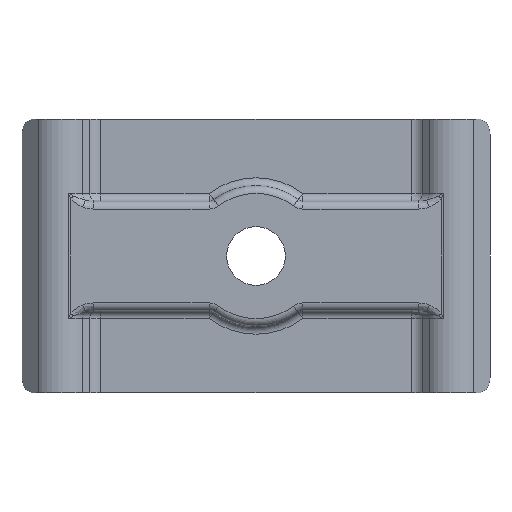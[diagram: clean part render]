
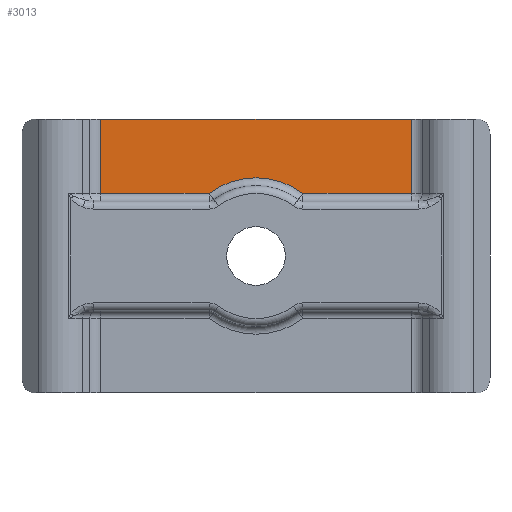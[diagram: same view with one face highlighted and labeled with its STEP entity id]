
A CAD part, front view. The second image highlights one B-rep face of the part: STEP entity #3013.
In plain terms, the highlighted face is planar.
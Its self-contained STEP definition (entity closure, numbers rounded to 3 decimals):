
#683=DIRECTION('',(0.,0.,1.));
#684=VECTOR('',#683,9.5);
#685=CARTESIAN_POINT('',(-19.843,2.,8.));
#686=LINE('',#685,#684);
#807=DIRECTION('',(1.,0.,0.));
#808=VECTOR('',#807,13.843);
#809=CARTESIAN_POINT('',(6.,2.,8.));
#810=LINE('',#809,#808);
#811=DIRECTION('',(1.,0.,0.));
#812=VECTOR('',#811,13.843);
#813=CARTESIAN_POINT('',(-19.843,2.,8.));
#814=LINE('',#813,#812);
#815=CARTESIAN_POINT('',(0.,2.,0.));
#816=DIRECTION('',(0.,1.,0.));
#817=DIRECTION('',(-0.6,0.,0.8));
#818=AXIS2_PLACEMENT_3D('',#815,#816,#817);
#847=DIRECTION('',(0.,0.,1.));
#848=VECTOR('',#847,9.5);
#849=CARTESIAN_POINT('',(19.843,2.,8.));
#850=LINE('',#849,#848);
#1285=DIRECTION('',(1.,0.,0.));
#1286=VECTOR('',#1285,39.686);
#1287=CARTESIAN_POINT('',(-19.843,2.,17.5));
#1288=LINE('',#1287,#1286);
#1386=CARTESIAN_POINT('',(-19.843,2.,17.5));
#1387=CARTESIAN_POINT('',(19.843,2.,17.5));
#1388=VERTEX_POINT('',#1386);
#1389=VERTEX_POINT('',#1387);
#1498=CARTESIAN_POINT('',(6.,2.,8.));
#1499=CARTESIAN_POINT('',(19.843,2.,8.));
#1500=VERTEX_POINT('',#1498);
#1501=VERTEX_POINT('',#1499);
#1507=CARTESIAN_POINT('',(-19.843,2.,8.));
#1509=VERTEX_POINT('',#1507);
#1542=CARTESIAN_POINT('',(-6.,2.,8.));
#1543=VERTEX_POINT('',#1542);
#2997=CARTESIAN_POINT('',(-21.5,2.,-17.5));
#2998=DIRECTION('',(0.,-1.,0.));
#2999=DIRECTION('',(1.,0.,0.));
#3000=AXIS2_PLACEMENT_3D('',#2997,#2998,#2999);
#3001=PLANE('',#3000);
#3002=ORIENTED_EDGE('',*,*,#2988,.T.);
#3004=ORIENTED_EDGE('',*,*,#3003,.T.);
#3006=ORIENTED_EDGE('',*,*,#3005,.F.);
#3007=ORIENTED_EDGE('',*,*,#2831,.F.);
#3009=ORIENTED_EDGE('',*,*,#3008,.T.);
#3010=ORIENTED_EDGE('',*,*,#2964,.T.);
#3011=EDGE_LOOP('',(#3002,#3004,#3006,#3007,#3009,#3010));
#3012=FACE_OUTER_BOUND('',#3011,.F.);
#3013=ADVANCED_FACE('',(#3012),#3001,.F.);
#819=CIRCLE('',#818,10.);
#2831=EDGE_CURVE('',#1509,#1388,#686,.T.);
#2964=EDGE_CURVE('',#1543,#1500,#819,.T.);
#2988=EDGE_CURVE('',#1500,#1501,#810,.T.);
#3003=EDGE_CURVE('',#1501,#1389,#850,.T.);
#3005=EDGE_CURVE('',#1388,#1389,#1288,.T.);
#3008=EDGE_CURVE('',#1509,#1543,#814,.T.);
